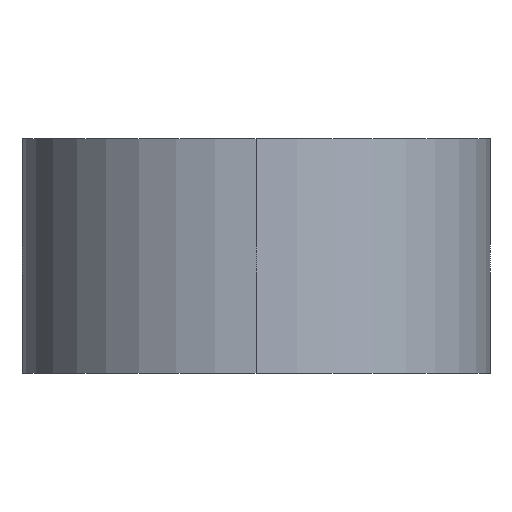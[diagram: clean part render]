
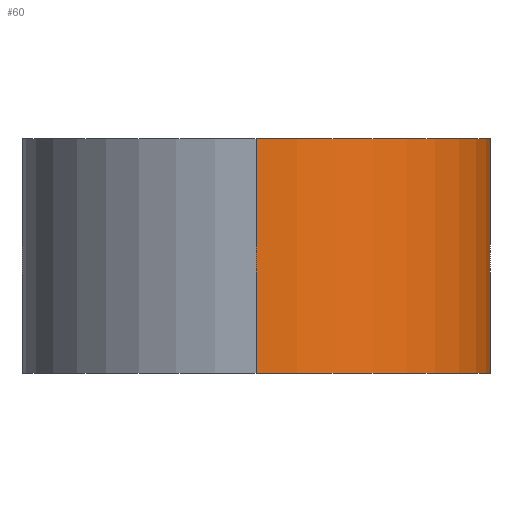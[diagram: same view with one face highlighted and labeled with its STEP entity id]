
A CAD part, left-side view. The second image highlights one B-rep face of the part: STEP entity #60.
In plain terms, the highlighted cylindrical face has radius 20 mm (diameter 40 mm), a partial arc.
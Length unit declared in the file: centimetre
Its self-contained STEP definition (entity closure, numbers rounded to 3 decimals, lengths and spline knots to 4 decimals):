
#1 = DIRECTION ( 'NONE',  ( 0., 0., -1. ) ) ;
#3 = VECTOR ( 'NONE', #336, 100. ) ;
#39 = ORIENTED_EDGE ( 'NONE', *, *, #94, .F. ) ;
#47 = VERTEX_POINT ( 'NONE', #270 ) ;
#57 = CIRCLE ( 'NONE', #203, 2. ) ;
#60 = ADVANCED_FACE ( 'NONE', ( #138 ), #68, .T. ) ;
#68 = CYLINDRICAL_SURFACE ( 'NONE', #273, 2. ) ;
#78 = VERTEX_POINT ( 'NONE', #92 ) ;
#81 = LINE ( 'NONE', #271, #3 ) ;
#92 = CARTESIAN_POINT ( 'NONE',  ( -11., 0., 1. ) ) ;
#93 = ORIENTED_EDGE ( 'NONE', *, *, #132, .T. ) ;
#94 = EDGE_CURVE ( 'NONE', #146, #179, #81, .T. ) ;
#105 = EDGE_LOOP ( 'NONE', ( #152, #93, #305, #39 ) ) ;
#109 = DIRECTION ( 'NONE',  ( 0., 0., 1. ) ) ;
#114 = DIRECTION ( 'NONE',  ( -1., 0., 0. ) ) ;
#132 = EDGE_CURVE ( 'NONE', #78, #47, #312, .T. ) ;
#138 = FACE_OUTER_BOUND ( 'NONE', #105, .T. ) ;
#146 = VERTEX_POINT ( 'NONE', #216 ) ;
#152 = ORIENTED_EDGE ( 'NONE', *, *, #366, .F. ) ;
#168 = CARTESIAN_POINT ( 'NONE',  ( -9., 0., -1. ) ) ;
#169 = VECTOR ( 'NONE', #370, 100. ) ;
#172 = CARTESIAN_POINT ( 'NONE',  ( -9., 0., 1. ) ) ;
#179 = VERTEX_POINT ( 'NONE', #342 ) ;
#195 = DIRECTION ( 'NONE',  ( 1., 0., 0. ) ) ;
#203 = AXIS2_PLACEMENT_3D ( 'NONE', #168, #345, #319 ) ;
#216 = CARTESIAN_POINT ( 'NONE',  ( -9., -2., 1. ) ) ;
#270 = CARTESIAN_POINT ( 'NONE',  ( -11., 0., -1. ) ) ;
#271 = CARTESIAN_POINT ( 'NONE',  ( -9., -2., 1. ) ) ;
#273 = AXIS2_PLACEMENT_3D ( 'NONE', #172, #1, #114 ) ;
#284 = CARTESIAN_POINT ( 'NONE',  ( -9., 0., 1. ) ) ;
#288 = EDGE_CURVE ( 'NONE', #47, #179, #57, .T. ) ;
#305 = ORIENTED_EDGE ( 'NONE', *, *, #288, .T. ) ;
#312 = LINE ( 'NONE', #344, #169 ) ;
#319 = DIRECTION ( 'NONE',  ( 1., 0., 0. ) ) ;
#336 = DIRECTION ( 'NONE',  ( 0., 0., -1. ) ) ;
#342 = CARTESIAN_POINT ( 'NONE',  ( -9., -2., -1. ) ) ;
#344 = CARTESIAN_POINT ( 'NONE',  ( -11., 0., 1. ) ) ;
#345 = DIRECTION ( 'NONE',  ( 0., 0., 1. ) ) ;
#351 = CIRCLE ( 'NONE', #387, 2. ) ;
#366 = EDGE_CURVE ( 'NONE', #78, #146, #351, .T. ) ;
#370 = DIRECTION ( 'NONE',  ( 0., 0., -1. ) ) ;
#387 = AXIS2_PLACEMENT_3D ( 'NONE', #284, #109, #195 ) ;
